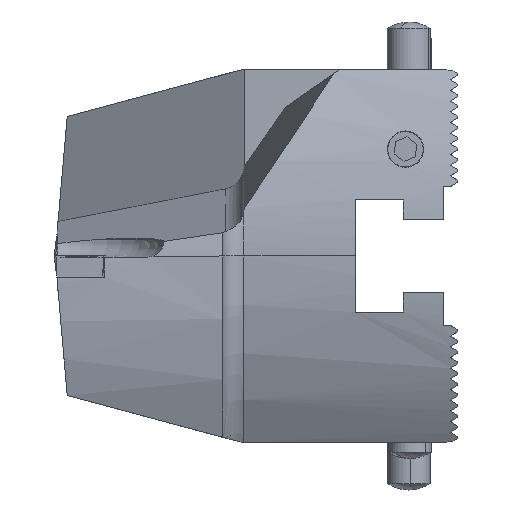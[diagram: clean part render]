
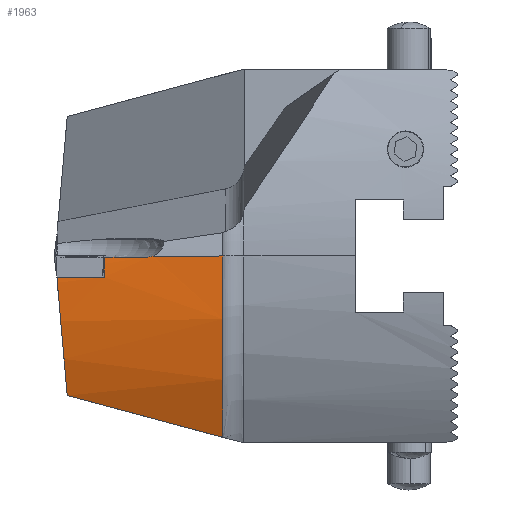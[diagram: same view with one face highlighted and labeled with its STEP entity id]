
A CAD part, left-side view. The second image highlights one B-rep face of the part: STEP entity #1963.
In plain terms, the highlighted cylindrical face has radius 69 mm (diameter 138 mm), a partial arc.
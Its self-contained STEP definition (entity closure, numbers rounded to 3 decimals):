
#63 = VERTEX_POINT ( 'NONE', #16545 ) ;
#100 = CARTESIAN_POINT ( 'NONE',  ( 15.055, -31.575, -33.93 ) ) ;
#108 = CARTESIAN_POINT ( 'NONE',  ( 3.508, -17.451, -0.2 ) ) ;
#299 = EDGE_CURVE ( 'NONE', #9787, #2727, #10909, .T. ) ;
#501 = CARTESIAN_POINT ( 'NONE',  ( 0.673, -0.6, -4.313 ) ) ;
#516 = VECTOR ( 'NONE', #18999, 1000. ) ;
#609 = CARTESIAN_POINT ( 'NONE',  ( 6.484, -31.568, -8.152 ) ) ;
#756 = CYLINDRICAL_SURFACE ( 'NONE', #9922, 69. ) ;
#934 = VERTEX_POINT ( 'NONE', #2915 ) ;
#1236 = ORIENTED_EDGE ( 'NONE', *, *, #10201, .F. ) ;
#1677 = CARTESIAN_POINT ( 'NONE',  ( 3.541, -17.637, -0.2 ) ) ;
#1963 = ADVANCED_FACE ( 'NONE', ( #6257 ), #756, .T. ) ;
#2022 = VERTEX_POINT ( 'NONE', #12055 ) ;
#2484 = CARTESIAN_POINT ( 'NONE',  ( 6.253, -31.568, -5.936 ) ) ;
#2560 = CARTESIAN_POINT ( 'NONE',  ( 15.055, -31.575, -33.93 ) ) ;
#2602 = ORIENTED_EDGE ( 'NONE', *, *, #4949, .T. ) ;
#2696 = CARTESIAN_POINT ( 'NONE',  ( 3.701, -18.548, 0. ) ) ;
#2727 = VERTEX_POINT ( 'NONE', #17685 ) ;
#2915 = CARTESIAN_POINT ( 'NONE',  ( 2.195, -9.345, -3.97 ) ) ;
#3057 = EDGE_LOOP ( 'NONE', ( #8866, #6834, #16351, #11095, #9699, #1236, #14860, #13626, #2602, #17789 ) ) ;
#3215 = VERTEX_POINT ( 'NONE', #100 ) ;
#3360 = CARTESIAN_POINT ( 'NONE',  ( 6.079, -2.448, -26.126 ) ) ;
#3675 = CARTESIAN_POINT ( 'NONE',  ( 2.095, -9.345, -1.47 ) ) ;
#3878 = B_SPLINE_CURVE_WITH_KNOTS ( 'NONE', 3,
 ( #10858, #9012, #23757, #12709, #1677, #14564 ),
 .UNSPECIFIED., .F., .F.,
 ( 4, 2, 4 ),
 ( 0.004, 0.004, 0.005 ),
 .UNSPECIFIED. ) ;
#4257 = CARTESIAN_POINT ( 'NONE',  ( 0.696, -0.6, -4.657 ) ) ;
#4260 = CARTESIAN_POINT ( 'NONE',  ( 6.567, -34.798, -0.2 ) ) ;
#4277 = CARTESIAN_POINT ( 'NONE',  ( 14.314, -31.575, -32.639 ) ) ;
#4349 = CARTESIAN_POINT ( 'NONE',  ( 6.046, -31.568, -2.966 ) ) ;
#4410 = CARTESIAN_POINT ( 'NONE',  ( 2.095, -9.396, -1.047 ) ) ;
#4804 = CARTESIAN_POINT ( 'NONE',  ( 2.099, -9.448, -0.623 ) ) ;
#4949 = EDGE_CURVE ( 'NONE', #6376, #2022, #16505, .T. ) ;
#5426 = EDGE_CURVE ( 'NONE', #2727, #22770, #11527, .T. ) ;
#5557 = DIRECTION ( 'NONE',  ( -0.985, -0.174, 0. ) ) ;
#6117 = CARTESIAN_POINT ( 'NONE',  ( 13.616, -31.575, -31.325 ) ) ;
#6193 = CARTESIAN_POINT ( 'NONE',  ( 5.997, -31.568, 0. ) ) ;
#6257 = FACE_OUTER_BOUND ( 'NONE', #3057, .T. ) ;
#6376 = VERTEX_POINT ( 'NONE', #13593 ) ;
#6834 = ORIENTED_EDGE ( 'NONE', *, *, #16856, .T. ) ;
#7944 = CARTESIAN_POINT ( 'NONE',  ( 11.694, -31.573, -27.291 ) ) ;
#8031 = CARTESIAN_POINT ( 'NONE',  ( 8.955, -12.447, -28.805 ) ) ;
#8249 = EDGE_CURVE ( 'NONE', #3215, #63, #19243, .T. ) ;
#8821 = CARTESIAN_POINT ( 'NONE',  ( 6.567, -34.798, 0. ) ) ;
#8866 = ORIENTED_EDGE ( 'NONE', *, *, #8249, .T. ) ;
#8983 = CARTESIAN_POINT ( 'NONE',  ( 3.171, -1.858, -19.375 ) ) ;
#9012 = CARTESIAN_POINT ( 'NONE',  ( 3.671, -18.373, -0.066 ) ) ;
#9178 = CARTESIAN_POINT ( 'NONE',  ( 2.195, -9.345, -3.97 ) ) ;
#9626 = EDGE_CURVE ( 'NONE', #9890, #9787, #3878, .T. ) ;
#9699 = ORIENTED_EDGE ( 'NONE', *, *, #5426, .T. ) ;
#9787 = VERTEX_POINT ( 'NONE', #108 ) ;
#9807 = CARTESIAN_POINT ( 'NONE',  ( 9.059, -31.571, -20.385 ) ) ;
#9890 = VERTEX_POINT ( 'NONE', #2696 ) ;
#9922 = AXIS2_PLACEMENT_3D ( 'NONE', #23735, #19438, #5557 ) ;
#10078 = VECTOR ( 'NONE', #15160, 1000. ) ;
#10201 = EDGE_CURVE ( 'NONE', #934, #22770, #19772, .T. ) ;
#10345 = CARTESIAN_POINT ( 'NONE',  ( 2.095, -9.345, -1.47 ) ) ;
#10671 = LINE ( 'NONE', #13323, #10078 ) ;
#10858 = CARTESIAN_POINT ( 'NONE',  ( 3.701, -18.548, 0. ) ) ;
#10909 = LINE ( 'NONE', #4260, #516 ) ;
#11041 = CARTESIAN_POINT ( 'NONE',  ( 2.113, -9.345, -2.304 ) ) ;
#11095 = ORIENTED_EDGE ( 'NONE', *, *, #299, .T. ) ;
#11527 =( BOUNDED_CURVE ( )  B_SPLINE_CURVE ( 3, ( #12603, #4804, #4410, #10345 ),
 .UNSPECIFIED., .F., .T. ) 
 B_SPLINE_CURVE_WITH_KNOTS ( ( 4, 4 ),
 ( 5.671, 5.689 ),
 .UNSPECIFIED. ) 
 CURVE ( )  GEOMETRIC_REPRESENTATION_ITEM ( )  RATIONAL_B_SPLINE_CURVE ( ( 1., 1., 1., 1. ) ) 
 REPRESENTATION_ITEM ( '' )  );
#11648 = CARTESIAN_POINT ( 'NONE',  ( 6.968, -31.569, -11.821 ) ) ;
#12011 = CARTESIAN_POINT ( 'NONE',  ( 1.37, -1.236, -12.274 ) ) ;
#12055 = CARTESIAN_POINT ( 'NONE',  ( 6.079, -2.448, -26.126 ) ) ;
#12603 = CARTESIAN_POINT ( 'NONE',  ( 2.106, -9.5, -0.2 ) ) ;
#12709 = CARTESIAN_POINT ( 'NONE',  ( 3.574, -17.822, -0.183 ) ) ;
#13323 = CARTESIAN_POINT ( 'NONE',  ( 6.679, -34.778, -3.97 ) ) ;
#13398 = CARTESIAN_POINT ( 'NONE',  ( 0.653, -0.6, -3.97 ) ) ;
#13485 = CARTESIAN_POINT ( 'NONE',  ( 6.399, -31.568, -7.416 ) ) ;
#13585 = CARTESIAN_POINT ( 'NONE',  ( 11.951, -22.169, -31.41 ) ) ;
#13593 = CARTESIAN_POINT ( 'NONE',  ( 0.721, -0.6, -5. ) ) ;
#13626 = ORIENTED_EDGE ( 'NONE', *, *, #14199, .T. ) ;
#13708 = EDGE_CURVE ( 'NONE', #2022, #3215, #15793, .T. ) ;
#14162 = VECTOR ( 'NONE', #14360, 1000. ) ;
#14184 = EDGE_CURVE ( 'NONE', #934, #22473, #10671, .T. ) ;
#14199 = EDGE_CURVE ( 'NONE', #22473, #6376, #14768, .T. ) ;
#14360 = DIRECTION ( 'NONE',  ( -0.174, 0.985, 0. ) ) ;
#14564 = CARTESIAN_POINT ( 'NONE',  ( 3.508, -17.451, -0.2 ) ) ;
#14768 =( BOUNDED_CURVE ( )  B_SPLINE_CURVE ( 3, ( #13398, #501, #4257, #17064 ),
 .UNSPECIFIED., .F., .F. ) 
 B_SPLINE_CURVE_WITH_KNOTS ( ( 4, 4 ),
 ( 0.058, 0.073 ),
 .UNSPECIFIED. ) 
 CURVE ( )  GEOMETRIC_REPRESENTATION_ITEM ( )  RATIONAL_B_SPLINE_CURVE ( ( 1., 1., 1., 1. ) ) 
 REPRESENTATION_ITEM ( '' )  );
#14860 = ORIENTED_EDGE ( 'NONE', *, *, #14184, .T. ) ;
#15160 = DIRECTION ( 'NONE',  ( -0.174, 0.985, 0. ) ) ;
#15345 = CARTESIAN_POINT ( 'NONE',  ( 6.192, -31.568, -5.192 ) ) ;
#15793 =( BOUNDED_CURVE ( )  B_SPLINE_CURVE ( 3, ( #20882, #8031, #13585, #2560 ),
 .UNSPECIFIED., .F., .T. ) 
 B_SPLINE_CURVE_WITH_KNOTS ( ( 4, 4 ),
 ( 1.913, 2.038 ),
 .UNSPECIFIED. ) 
 CURVE ( )  GEOMETRIC_REPRESENTATION_ITEM ( )  RATIONAL_B_SPLINE_CURVE ( ( 1., 0.999, 0.999, 1. ) ) 
 REPRESENTATION_ITEM ( '' )  );
#16351 = ORIENTED_EDGE ( 'NONE', *, *, #9626, .T. ) ;
#16505 =( BOUNDED_CURVE ( )  B_SPLINE_CURVE ( 3, ( #18155, #12011, #8983, #3360 ),
 .UNSPECIFIED., .F., .T. ) 
 B_SPLINE_CURVE_WITH_KNOTS ( ( 4, 4 ),
 ( 0.539, 0.855 ),
 .UNSPECIFIED. ) 
 CURVE ( )  GEOMETRIC_REPRESENTATION_ITEM ( )  RATIONAL_B_SPLINE_CURVE ( ( 1., 0.992, 0.992, 1. ) ) 
 REPRESENTATION_ITEM ( '' )  );
#16545 = CARTESIAN_POINT ( 'NONE',  ( 5.997, -31.568, 0. ) ) ;
#16856 = EDGE_CURVE ( 'NONE', #63, #9890, #23652, .T. ) ;
#17064 = CARTESIAN_POINT ( 'NONE',  ( 0.721, -0.6, -5. ) ) ;
#17084 = CARTESIAN_POINT ( 'NONE',  ( 15.055, -31.575, -33.93 ) ) ;
#17159 = CARTESIAN_POINT ( 'NONE',  ( 5.997, -31.568, -1.482 ) ) ;
#17685 = CARTESIAN_POINT ( 'NONE',  ( 2.106, -9.5, -0.2 ) ) ;
#17789 = ORIENTED_EDGE ( 'NONE', *, *, #13708, .T. ) ;
#18155 = CARTESIAN_POINT ( 'NONE',  ( 0.721, -0.6, -5. ) ) ;
#18929 = CARTESIAN_POINT ( 'NONE',  ( 12.307, -31.574, -28.652 ) ) ;
#18999 = DIRECTION ( 'NONE',  ( -0.174, 0.985, 0. ) ) ;
#19243 = B_SPLINE_CURVE_WITH_KNOTS ( 'NONE', 3,
 ( #17084, #4277, #6117, #18929, #7944, #20799, #9807, #22680, #11648, #609, #13485, #2484, #15345, #4349, #17159, #6193 ),
 .UNSPECIFIED., .F., .F.,
 ( 4, 2, 2, 2, 2, 2, 2, 4 ),
 ( 0.001, 0.006, 0.01, 0.019, 0.028, 0.03, 0.032, 0.037 ),
 .UNSPECIFIED. ) ;
#19438 = DIRECTION ( 'NONE',  ( -0.174, 0.985, 0. ) ) ;
#19772 =( BOUNDED_CURVE ( )  B_SPLINE_CURVE ( 3, ( #9178, #22050, #11041, #23935 ),
 .UNSPECIFIED., .F., .T. ) 
 B_SPLINE_CURVE_WITH_KNOTS ( ( 4, 4 ),
 ( 6.226, 6.262 ),
 .UNSPECIFIED. ) 
 CURVE ( )  GEOMETRIC_REPRESENTATION_ITEM ( )  RATIONAL_B_SPLINE_CURVE ( ( 1., 1., 1., 1. ) ) 
 REPRESENTATION_ITEM ( '' )  );
#20799 = CARTESIAN_POINT ( 'NONE',  ( 10., -31.572, -23.176 ) ) ;
#20882 = CARTESIAN_POINT ( 'NONE',  ( 6.079, -2.448, -26.126 ) ) ;
#22050 = CARTESIAN_POINT ( 'NONE',  ( 2.146, -9.345, -3.137 ) ) ;
#22473 = VERTEX_POINT ( 'NONE', #23049 ) ;
#22680 = CARTESIAN_POINT ( 'NONE',  ( 7.543, -31.57, -14.707 ) ) ;
#22770 = VERTEX_POINT ( 'NONE', #3675 ) ;
#23049 = CARTESIAN_POINT ( 'NONE',  ( 0.653, -0.6, -3.97 ) ) ;
#23652 = LINE ( 'NONE', #8821, #14162 ) ;
#23735 = CARTESIAN_POINT ( 'NONE',  ( 74.519, -22.817, 0. ) ) ;
#23757 = CARTESIAN_POINT ( 'NONE',  ( 3.639, -18.191, -0.116 ) ) ;
#23935 = CARTESIAN_POINT ( 'NONE',  ( 2.095, -9.345, -1.47 ) ) ;
